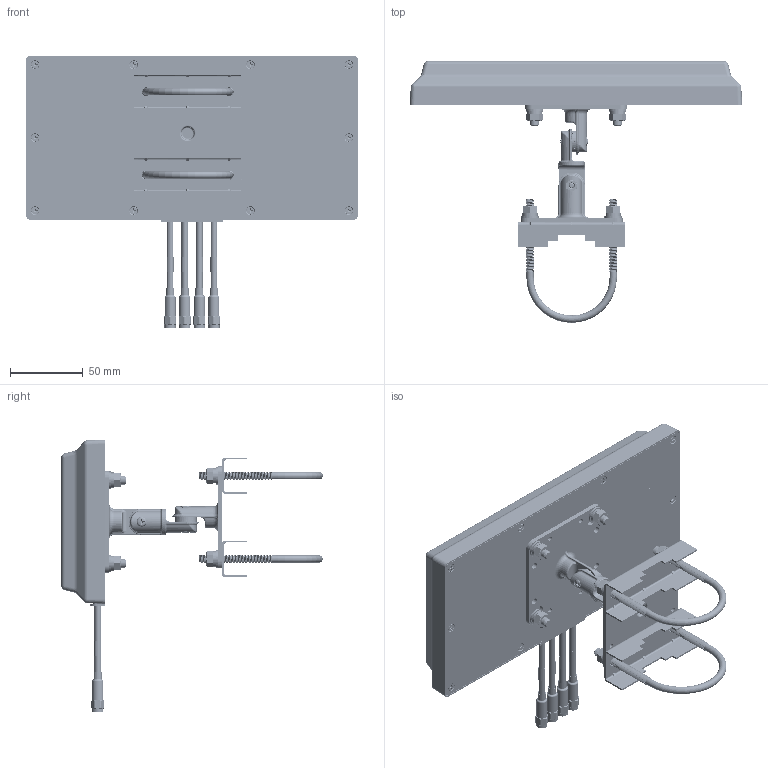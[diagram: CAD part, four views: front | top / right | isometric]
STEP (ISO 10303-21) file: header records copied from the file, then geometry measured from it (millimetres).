
FILE_DESCRIPTION (( 'STEP AP214' ), '1' );
FILE_NAME ('FMANFP1037_3D.step', '2023-02-23T01:01:09', ( '' ), ( '' ), 'SwSTEP 2.0', 'SolidWorks 2022', '' );
FILE_SCHEMA (( 'AUTOMOTIVE_DESIGN' ));
Length unit declared in the file: inch
Products named in the file (7): ASM-1102; CA-RG142-MA1_.75" Long; ASM-1102-MA2; ASM-1102-MA1; ASM-1102-MA3; LCANFP1037; FMANFP1037_3D
Assembly tree (12 placements, depth 3):
  FMANFP1037_3D
    LCANFP1037
    ASM-1102  x4
      ASM-1102-MA1
      ASM-1102-MA2
      ASM-1102-MA3
    CA-RG142-MA1_.75" Long  x4
Bounding box: 227.5 x 179.25 x 186.86 mm (x, y, z)
Volume: 188743.1 mm3; surface area: 210991.3 mm2
Topology: 69 solids, 69 shells, 3464 faces, 8773 edges, 5512 vertices
Faces by surface type: cylinder 1439, plane 767, bspline 542, cone 514, torus 178, sphere 24
Entity records: 179814 total; most frequent: CARTESIAN_POINT 111638, ORIENTED_EDGE 15804, DIRECTION 11072, EDGE_CURVE 7902, VERTEX_POINT 5002, AXIS2_PLACEMENT_3D 4150, EDGE_LOOP 3258, B_SPLINE_CURVE_WITH_KNOTS 3228
